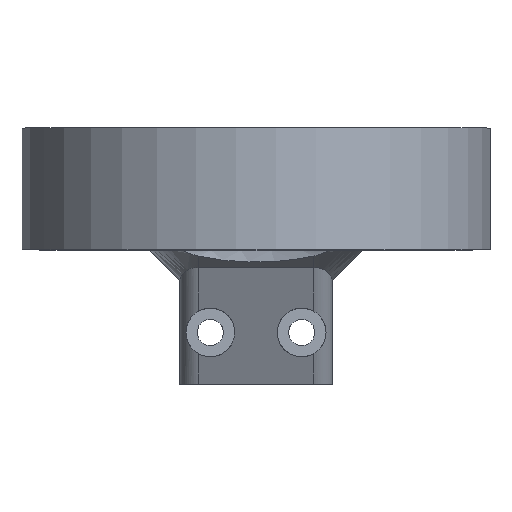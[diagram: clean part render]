
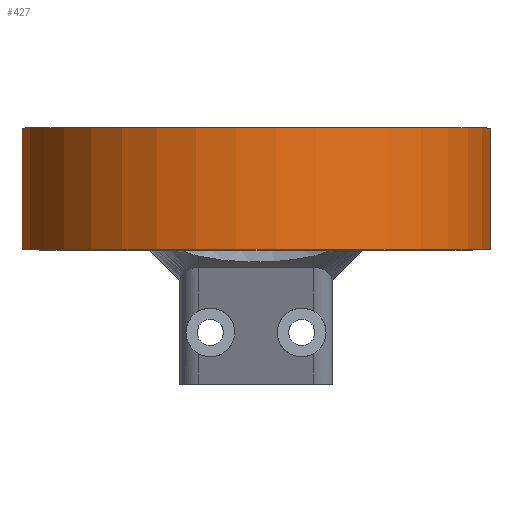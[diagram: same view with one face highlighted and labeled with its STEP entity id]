
A CAD part, top view. The second image highlights one B-rep face of the part: STEP entity #427.
In plain terms, the highlighted cylindrical face has radius 38.55 mm (diameter 77.1 mm), a partial arc.
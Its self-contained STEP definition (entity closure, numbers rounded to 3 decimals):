
#10 = DIRECTION ( 'NONE',  ( 0., 1., 0. ) ) ;
#81 = CYLINDRICAL_SURFACE ( 'NONE', #1189, 38.55 ) ;
#102 = FACE_OUTER_BOUND ( 'NONE', #178, .T. ) ;
#163 = VERTEX_POINT ( 'NONE', #370 ) ;
#178 = EDGE_LOOP ( 'NONE', ( #2523, #2247, #230, #2162 ) ) ;
#230 = ORIENTED_EDGE ( 'NONE', *, *, #2060, .T. ) ;
#237 = VERTEX_POINT ( 'NONE', #1222 ) ;
#370 = CARTESIAN_POINT ( 'NONE',  ( -31.816, 20., -21.768 ) ) ;
#427 = ADVANCED_FACE ( 'NONE', ( #102 ), #81, .T. ) ;
#562 = EDGE_CURVE ( 'NONE', #163, #237, #796, .T. ) ;
#579 = VECTOR ( 'NONE', #1778, 1000. ) ;
#601 = LINE ( 'NONE', #1383, #695 ) ;
#680 = CARTESIAN_POINT ( 'NONE',  ( 0., 20., 0. ) ) ;
#695 = VECTOR ( 'NONE', #10, 1000. ) ;
#796 = CIRCLE ( 'NONE', #2239, 38.55 ) ;
#830 = LINE ( 'NONE', #1184, #579 ) ;
#860 = EDGE_CURVE ( 'NONE', #2325, #163, #601, .T. ) ;
#872 = EDGE_CURVE ( 'NONE', #1060, #237, #830, .T. ) ;
#1060 = VERTEX_POINT ( 'NONE', #1724 ) ;
#1184 = CARTESIAN_POINT ( 'NONE',  ( 31.816, -69.614, -21.768 ) ) ;
#1186 = CARTESIAN_POINT ( 'NONE',  ( 0., 0., 0. ) ) ;
#1189 = AXIS2_PLACEMENT_3D ( 'NONE', #680, #2021, #1463 ) ;
#1222 = CARTESIAN_POINT ( 'NONE',  ( 31.816, 20., -21.768 ) ) ;
#1241 = CIRCLE ( 'NONE', #2468, 38.55 ) ;
#1257 = CARTESIAN_POINT ( 'NONE',  ( 0., 20., 0. ) ) ;
#1383 = CARTESIAN_POINT ( 'NONE',  ( -31.816, -69.614, -21.768 ) ) ;
#1463 = DIRECTION ( 'NONE',  ( 0., 0., -1. ) ) ;
#1606 = DIRECTION ( 'NONE',  ( 0., 1., 0. ) ) ;
#1608 = DIRECTION ( 'NONE',  ( 0., 1., 0. ) ) ;
#1724 = CARTESIAN_POINT ( 'NONE',  ( 31.816, 0., -21.768 ) ) ;
#1778 = DIRECTION ( 'NONE',  ( 0., 1., 0. ) ) ;
#1792 = DIRECTION ( 'NONE',  ( 0., 0., 1. ) ) ;
#1896 = CARTESIAN_POINT ( 'NONE',  ( -31.816, 0., -21.768 ) ) ;
#2021 = DIRECTION ( 'NONE',  ( 0., -1., 0. ) ) ;
#2060 = EDGE_CURVE ( 'NONE', #2325, #1060, #1241, .T. ) ;
#2162 = ORIENTED_EDGE ( 'NONE', *, *, #872, .T. ) ;
#2167 = DIRECTION ( 'NONE',  ( 0., 0., 1. ) ) ;
#2239 = AXIS2_PLACEMENT_3D ( 'NONE', #1257, #1606, #1792 ) ;
#2247 = ORIENTED_EDGE ( 'NONE', *, *, #860, .F. ) ;
#2325 = VERTEX_POINT ( 'NONE', #1896 ) ;
#2468 = AXIS2_PLACEMENT_3D ( 'NONE', #1186, #1608, #2167 ) ;
#2523 = ORIENTED_EDGE ( 'NONE', *, *, #562, .F. ) ;
